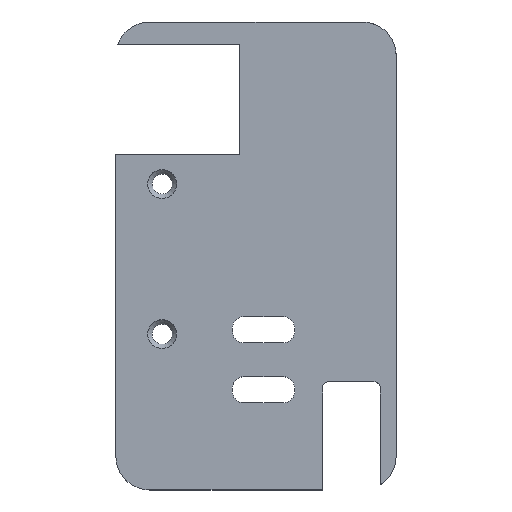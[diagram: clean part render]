
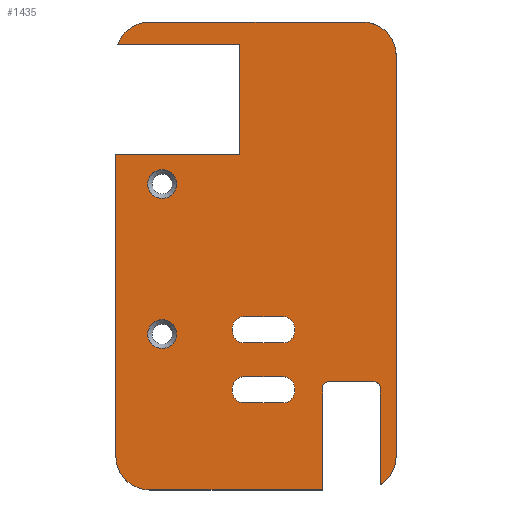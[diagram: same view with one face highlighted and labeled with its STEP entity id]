
A CAD part, top view. The second image highlights one B-rep face of the part: STEP entity #1435.
In plain terms, the highlighted planar face has unit normal (0, 0, 1).
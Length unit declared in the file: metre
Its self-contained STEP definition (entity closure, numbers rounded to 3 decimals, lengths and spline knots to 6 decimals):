
#46=LINE('',#2250,#180);
#47=LINE('',#2253,#181);
#48=LINE('',#2255,#182);
#49=LINE('',#2257,#183);
#50=LINE('',#2261,#184);
#51=LINE('',#2263,#185);
#52=LINE('',#2267,#186);
#53=LINE('',#2271,#187);
#54=LINE('',#2275,#188);
#55=LINE('',#2279,#189);
#56=LINE('',#2282,#190);
#57=LINE('',#2287,#191);
#58=LINE('',#2291,#192);
#59=LINE('',#2295,#193);
#60=LINE('',#2301,#194);
#61=LINE('',#2305,#195);
#62=LINE('',#2309,#196);
#63=LINE('',#2313,#197);
#180=VECTOR('',#1776,1.);
#181=VECTOR('',#1777,1.);
#182=VECTOR('',#1778,1.);
#183=VECTOR('',#1779,1.);
#184=VECTOR('',#1782,1.);
#185=VECTOR('',#1783,1.);
#186=VECTOR('',#1786,1.);
#187=VECTOR('',#1789,1.);
#188=VECTOR('',#1792,1.);
#189=VECTOR('',#1795,1.);
#190=VECTOR('',#1798,1.);
#191=VECTOR('',#1801,1.);
#192=VECTOR('',#1804,1.);
#193=VECTOR('',#1807,1.);
#194=VECTOR('',#1812,1.);
#195=VECTOR('',#1815,1.);
#196=VECTOR('',#1818,1.);
#197=VECTOR('',#1821,1.);
#286=PLANE('',#1554);
#384=ORIENTED_EDGE('',*,*,#804,.F.);
#385=ORIENTED_EDGE('',*,*,#805,.F.);
#386=ORIENTED_EDGE('',*,*,#806,.F.);
#387=ORIENTED_EDGE('',*,*,#807,.F.);
#388=ORIENTED_EDGE('',*,*,#808,.T.);
#389=ORIENTED_EDGE('',*,*,#809,.T.);
#390=ORIENTED_EDGE('',*,*,#810,.T.);
#391=ORIENTED_EDGE('',*,*,#811,.T.);
#392=ORIENTED_EDGE('',*,*,#812,.F.);
#393=ORIENTED_EDGE('',*,*,#813,.F.);
#394=ORIENTED_EDGE('',*,*,#814,.F.);
#395=ORIENTED_EDGE('',*,*,#815,.F.);
#396=ORIENTED_EDGE('',*,*,#816,.F.);
#397=ORIENTED_EDGE('',*,*,#817,.T.);
#398=ORIENTED_EDGE('',*,*,#818,.T.);
#399=ORIENTED_EDGE('',*,*,#819,.T.);
#400=ORIENTED_EDGE('',*,*,#820,.T.);
#401=ORIENTED_EDGE('',*,*,#821,.T.);
#402=ORIENTED_EDGE('',*,*,#822,.F.);
#403=ORIENTED_EDGE('',*,*,#823,.T.);
#404=ORIENTED_EDGE('',*,*,#824,.F.);
#405=ORIENTED_EDGE('',*,*,#825,.T.);
#406=ORIENTED_EDGE('',*,*,#826,.T.);
#407=ORIENTED_EDGE('',*,*,#827,.T.);
#408=ORIENTED_EDGE('',*,*,#828,.T.);
#409=ORIENTED_EDGE('',*,*,#829,.T.);
#410=ORIENTED_EDGE('',*,*,#830,.F.);
#411=ORIENTED_EDGE('',*,*,#831,.T.);
#412=ORIENTED_EDGE('',*,*,#832,.F.);
#413=ORIENTED_EDGE('',*,*,#833,.T.);
#414=ORIENTED_EDGE('',*,*,#834,.F.);
#415=ORIENTED_EDGE('',*,*,#835,.F.);
#416=ORIENTED_EDGE('',*,*,#836,.F.);
#417=ORIENTED_EDGE('',*,*,#837,.F.);
#804=EDGE_CURVE('',#1014,#1014,#1130,.T.);
#805=EDGE_CURVE('',#1015,#1015,#1131,.T.);
#806=EDGE_CURVE('',#1016,#1017,#46,.T.);
#807=EDGE_CURVE('',#1018,#1016,#47,.F.);
#808=EDGE_CURVE('',#1018,#1019,#48,.T.);
#809=EDGE_CURVE('',#1019,#1020,#49,.F.);
#810=EDGE_CURVE('',#1020,#1021,#1132,.T.);
#811=EDGE_CURVE('',#1021,#1022,#50,.T.);
#812=EDGE_CURVE('',#1023,#1022,#51,.T.);
#813=EDGE_CURVE('',#1024,#1023,#1133,.T.);
#814=EDGE_CURVE('',#1025,#1024,#52,.F.);
#815=EDGE_CURVE('',#1026,#1025,#1134,.T.);
#816=EDGE_CURVE('',#1027,#1026,#53,.F.);
#817=EDGE_CURVE('',#1027,#1028,#1135,.T.);
#818=EDGE_CURVE('',#1028,#1029,#54,.T.);
#819=EDGE_CURVE('',#1029,#1030,#1136,.T.);
#820=EDGE_CURVE('',#1030,#1031,#55,.F.);
#821=EDGE_CURVE('',#1031,#1017,#1137,.T.);
#822=EDGE_CURVE('',#1032,#1033,#56,.T.);
#823=EDGE_CURVE('',#1032,#1034,#1138,.T.);
#824=EDGE_CURVE('',#1035,#1034,#57,.T.);
#825=EDGE_CURVE('',#1035,#1036,#1139,.T.);
#826=EDGE_CURVE('',#1036,#1037,#58,.T.);
#827=EDGE_CURVE('',#1037,#1038,#1140,.T.);
#828=EDGE_CURVE('',#1038,#1039,#59,.T.);
#829=EDGE_CURVE('',#1039,#1033,#1141,.T.);
#830=EDGE_CURVE('',#1040,#1041,#1142,.T.);
#831=EDGE_CURVE('',#1040,#1042,#60,.T.);
#832=EDGE_CURVE('',#1043,#1042,#1143,.T.);
#833=EDGE_CURVE('',#1043,#1044,#61,.T.);
#834=EDGE_CURVE('',#1045,#1044,#1144,.T.);
#835=EDGE_CURVE('',#1046,#1045,#62,.T.);
#836=EDGE_CURVE('',#1047,#1046,#1145,.T.);
#837=EDGE_CURVE('',#1041,#1047,#63,.T.);
#1014=VERTEX_POINT('',#2247);
#1015=VERTEX_POINT('',#2249);
#1016=VERTEX_POINT('',#2251);
#1017=VERTEX_POINT('',#2252);
#1018=VERTEX_POINT('',#2254);
#1019=VERTEX_POINT('',#2256);
#1020=VERTEX_POINT('',#2258);
#1021=VERTEX_POINT('',#2260);
#1022=VERTEX_POINT('',#2262);
#1023=VERTEX_POINT('',#2264);
#1024=VERTEX_POINT('',#2266);
#1025=VERTEX_POINT('',#2268);
#1026=VERTEX_POINT('',#2270);
#1027=VERTEX_POINT('',#2272);
#1028=VERTEX_POINT('',#2274);
#1029=VERTEX_POINT('',#2276);
#1030=VERTEX_POINT('',#2278);
#1031=VERTEX_POINT('',#2280);
#1032=VERTEX_POINT('',#2283);
#1033=VERTEX_POINT('',#2284);
#1034=VERTEX_POINT('',#2286);
#1035=VERTEX_POINT('',#2288);
#1036=VERTEX_POINT('',#2290);
#1037=VERTEX_POINT('',#2292);
#1038=VERTEX_POINT('',#2294);
#1039=VERTEX_POINT('',#2296);
#1040=VERTEX_POINT('',#2299);
#1041=VERTEX_POINT('',#2300);
#1042=VERTEX_POINT('',#2302);
#1043=VERTEX_POINT('',#2304);
#1044=VERTEX_POINT('',#2306);
#1045=VERTEX_POINT('',#2308);
#1046=VERTEX_POINT('',#2310);
#1047=VERTEX_POINT('',#2312);
#1130=CIRCLE('',#1555,0.0023);
#1131=CIRCLE('',#1556,0.0023);
#1132=CIRCLE('',#1557,0.0054);
#1133=CIRCLE('',#1558,0.001);
#1134=CIRCLE('',#1559,0.001);
#1135=CIRCLE('',#1560,0.0054);
#1136=CIRCLE('',#1561,0.0054);
#1137=CIRCLE('',#1562,0.0054);
#1138=CIRCLE('',#1563,0.0018);
#1139=CIRCLE('',#1564,0.0018);
#1140=CIRCLE('',#1565,0.0018);
#1141=CIRCLE('',#1566,0.0018);
#1142=CIRCLE('',#1567,0.0018);
#1143=CIRCLE('',#1568,0.0018);
#1144=CIRCLE('',#1569,0.0018);
#1145=CIRCLE('',#1570,0.0018);
#1191=EDGE_LOOP('',(#384));
#1192=EDGE_LOOP('',(#385));
#1193=EDGE_LOOP('',(#386,#387,#388,#389,#390,#391,#392,#393,#394,#395,#396,
#397,#398,#399,#400,#401));
#1194=EDGE_LOOP('',(#402,#403,#404,#405,#406,#407,#408,#409));
#1195=EDGE_LOOP('',(#410,#411,#412,#413,#414,#415,#416,#417));
#1299=FACE_BOUND('',#1191,.T.);
#1300=FACE_BOUND('',#1192,.T.);
#1301=FACE_BOUND('',#1193,.T.);
#1302=FACE_BOUND('',#1194,.T.);
#1303=FACE_BOUND('',#1195,.T.);
#1435=ADVANCED_FACE('',(#1299,#1300,#1301,#1302,#1303),#286,.T.);
#1554=AXIS2_PLACEMENT_3D('',#2245,#1770,#1771);
#1555=AXIS2_PLACEMENT_3D('',#2246,#1772,#1773);
#1556=AXIS2_PLACEMENT_3D('',#2248,#1774,#1775);
#1557=AXIS2_PLACEMENT_3D('',#2259,#1780,#1781);
#1558=AXIS2_PLACEMENT_3D('',#2265,#1784,#1785);
#1559=AXIS2_PLACEMENT_3D('',#2269,#1787,#1788);
#1560=AXIS2_PLACEMENT_3D('',#2273,#1790,#1791);
#1561=AXIS2_PLACEMENT_3D('',#2277,#1793,#1794);
#1562=AXIS2_PLACEMENT_3D('',#2281,#1796,#1797);
#1563=AXIS2_PLACEMENT_3D('',#2285,#1799,#1800);
#1564=AXIS2_PLACEMENT_3D('',#2289,#1802,#1803);
#1565=AXIS2_PLACEMENT_3D('',#2293,#1805,#1806);
#1566=AXIS2_PLACEMENT_3D('',#2297,#1808,#1809);
#1567=AXIS2_PLACEMENT_3D('',#2298,#1810,#1811);
#1568=AXIS2_PLACEMENT_3D('',#2303,#1813,#1814);
#1569=AXIS2_PLACEMENT_3D('',#2307,#1816,#1817);
#1570=AXIS2_PLACEMENT_3D('',#2311,#1819,#1820);
#1770=DIRECTION('',(0.,0.,1.));
#1771=DIRECTION('',(1.,0.,0.));
#1772=DIRECTION('',(0.,0.,1.));
#1773=DIRECTION('',(1.,0.,0.));
#1774=DIRECTION('',(0.,0.,1.));
#1775=DIRECTION('',(1.,0.,0.));
#1776=DIRECTION('',(-1.,0.,0.));
#1777=DIRECTION('',(0.,-1.,0.));
#1778=DIRECTION('',(-1.,0.,0.));
#1779=DIRECTION('',(0.,1.,0.));
#1780=DIRECTION('',(0.,0.,1.));
#1781=DIRECTION('',(-1.,0.,0.));
#1782=DIRECTION('',(1.,0.,0.));
#1783=DIRECTION('',(0.,-1.,0.));
#1784=DIRECTION('',(0.,0.,1.));
#1785=DIRECTION('',(0.,1.,0.));
#1786=DIRECTION('',(1.,0.,0.));
#1787=DIRECTION('',(0.,0.,1.));
#1788=DIRECTION('',(1.,0.,0.));
#1789=DIRECTION('',(0.,-1.,0.));
#1790=DIRECTION('',(0.,0.,1.));
#1791=DIRECTION('',(0.,-1.,0.));
#1792=DIRECTION('',(0.,1.,0.));
#1793=DIRECTION('',(0.,0.,1.));
#1794=DIRECTION('',(1.,0.,0.));
#1795=DIRECTION('',(1.,0.,0.));
#1796=DIRECTION('',(0.,0.,1.));
#1797=DIRECTION('',(0.,1.,0.));
#1798=DIRECTION('',(-1.,0.,0.));
#1799=DIRECTION('',(0.,0.,-1.));
#1800=DIRECTION('',(1.,0.,0.));
#1801=DIRECTION('',(0.,1.,0.));
#1802=DIRECTION('',(0.,0.,-1.));
#1803=DIRECTION('',(1.,0.,0.));
#1804=DIRECTION('',(-1.,0.,0.));
#1805=DIRECTION('',(0.,0.,-1.));
#1806=DIRECTION('',(1.,0.,0.));
#1807=DIRECTION('',(0.,1.,0.));
#1808=DIRECTION('',(0.,0.,-1.));
#1809=DIRECTION('',(1.,0.,0.));
#1810=DIRECTION('',(0.,0.,1.));
#1811=DIRECTION('',(1.,0.,0.));
#1812=DIRECTION('',(0.,-1.,0.));
#1813=DIRECTION('',(0.,0.,1.));
#1814=DIRECTION('',(1.,0.,0.));
#1815=DIRECTION('',(-1.,0.,0.));
#1816=DIRECTION('',(0.,0.,1.));
#1817=DIRECTION('',(1.,0.,0.));
#1818=DIRECTION('',(0.,-1.,0.));
#1819=DIRECTION('',(0.,0.,1.));
#1820=DIRECTION('',(1.,0.,0.));
#1821=DIRECTION('',(-1.,0.,0.));
#2245=CARTESIAN_POINT('',(0.,0.,0.011));
#2246=CARTESIAN_POINT('',(-0.015,0.0115,0.011));
#2247=CARTESIAN_POINT('',(-0.0127,0.0115,0.011));
#2248=CARTESIAN_POINT('',(-0.015,-0.0125,0.011));
#2249=CARTESIAN_POINT('',(-0.0127,-0.0125,0.011));
#2250=CARTESIAN_POINT('',(0.,0.03375,0.011));
#2251=CARTESIAN_POINT('',(-0.002575,0.03375,0.011));
#2252=CARTESIAN_POINT('',(-0.022109,0.03375,0.011));
#2253=CARTESIAN_POINT('',(-0.002575,0.,0.011));
#2254=CARTESIAN_POINT('',(-0.002575,0.01625,0.011));
#2255=CARTESIAN_POINT('',(0.,0.01625,0.011));
#2256=CARTESIAN_POINT('',(-0.0224,0.01625,0.011));
#2257=CARTESIAN_POINT('',(-0.0224,0.,0.011));
#2258=CARTESIAN_POINT('',(-0.0224,-0.032,0.011));
#2259=CARTESIAN_POINT('',(-0.017,-0.032,0.011));
#2260=CARTESIAN_POINT('',(-0.017,-0.0374,0.011));
#2261=CARTESIAN_POINT('',(0.,-0.0374,0.011));
#2262=CARTESIAN_POINT('',(0.01065,-0.0374,0.011));
#2263=CARTESIAN_POINT('',(0.01065,-0.030132,0.011));
#2264=CARTESIAN_POINT('',(0.01065,-0.0211,0.011));
#2265=CARTESIAN_POINT('',(0.01165,-0.0211,0.011));
#2266=CARTESIAN_POINT('',(0.01165,-0.0201,0.011));
#2267=CARTESIAN_POINT('',(0.015197,-0.0201,0.011));
#2268=CARTESIAN_POINT('',(0.01885,-0.0201,0.011));
#2269=CARTESIAN_POINT('',(0.01885,-0.0211,0.011));
#2270=CARTESIAN_POINT('',(0.01985,-0.0211,0.011));
#2271=CARTESIAN_POINT('',(0.01985,-0.030132,0.011));
#2272=CARTESIAN_POINT('',(0.01985,-0.036587,0.011));
#2273=CARTESIAN_POINT('',(0.017,-0.032,0.011));
#2274=CARTESIAN_POINT('',(0.0224,-0.032,0.011));
#2275=CARTESIAN_POINT('',(0.0224,0.,0.011));
#2276=CARTESIAN_POINT('',(0.0224,0.032,0.011));
#2277=CARTESIAN_POINT('',(0.017,0.032,0.011));
#2278=CARTESIAN_POINT('',(0.017,0.0374,0.011));
#2279=CARTESIAN_POINT('',(0.,0.0374,0.011));
#2280=CARTESIAN_POINT('',(-0.017,0.0374,0.011));
#2281=CARTESIAN_POINT('',(-0.017,0.032,0.011));
#2282=CARTESIAN_POINT('',(0.0012,-0.01932,0.011));
#2283=CARTESIAN_POINT('',(0.00437,-0.01932,0.011));
#2284=CARTESIAN_POINT('',(-0.00197,-0.01932,0.011));
#2285=CARTESIAN_POINT('',(0.00437,-0.02112,0.011));
#2286=CARTESIAN_POINT('',(0.00617,-0.02112,0.011));
#2287=CARTESIAN_POINT('',(0.00617,-0.0214,0.011));
#2288=CARTESIAN_POINT('',(0.00617,-0.02168,0.011));
#2289=CARTESIAN_POINT('',(0.00437,-0.02168,0.011));
#2290=CARTESIAN_POINT('',(0.00437,-0.02348,0.011));
#2291=CARTESIAN_POINT('',(0.0012,-0.02348,0.011));
#2292=CARTESIAN_POINT('',(-0.00197,-0.02348,0.011));
#2293=CARTESIAN_POINT('',(-0.00197,-0.02168,0.011));
#2294=CARTESIAN_POINT('',(-0.00377,-0.02168,0.011));
#2295=CARTESIAN_POINT('',(-0.00377,-0.0214,0.011));
#2296=CARTESIAN_POINT('',(-0.00377,-0.02112,0.011));
#2297=CARTESIAN_POINT('',(-0.00197,-0.02112,0.011));
#2298=CARTESIAN_POINT('',(0.00437,-0.01152,0.011));
#2299=CARTESIAN_POINT('',(0.00617,-0.01152,0.011));
#2300=CARTESIAN_POINT('',(0.00437,-0.00972,0.011));
#2301=CARTESIAN_POINT('',(0.00617,-0.0118,0.011));
#2302=CARTESIAN_POINT('',(0.00617,-0.01208,0.011));
#2303=CARTESIAN_POINT('',(0.00437,-0.01208,0.011));
#2304=CARTESIAN_POINT('',(0.00437,-0.01388,0.011));
#2305=CARTESIAN_POINT('',(0.0012,-0.01388,0.011));
#2306=CARTESIAN_POINT('',(-0.00197,-0.01388,0.011));
#2307=CARTESIAN_POINT('',(-0.00197,-0.01208,0.011));
#2308=CARTESIAN_POINT('',(-0.00377,-0.01208,0.011));
#2309=CARTESIAN_POINT('',(-0.00377,-0.0118,0.011));
#2310=CARTESIAN_POINT('',(-0.00377,-0.01152,0.011));
#2311=CARTESIAN_POINT('',(-0.00197,-0.01152,0.011));
#2312=CARTESIAN_POINT('',(-0.00197,-0.00972,0.011));
#2313=CARTESIAN_POINT('',(0.0012,-0.00972,0.011));
